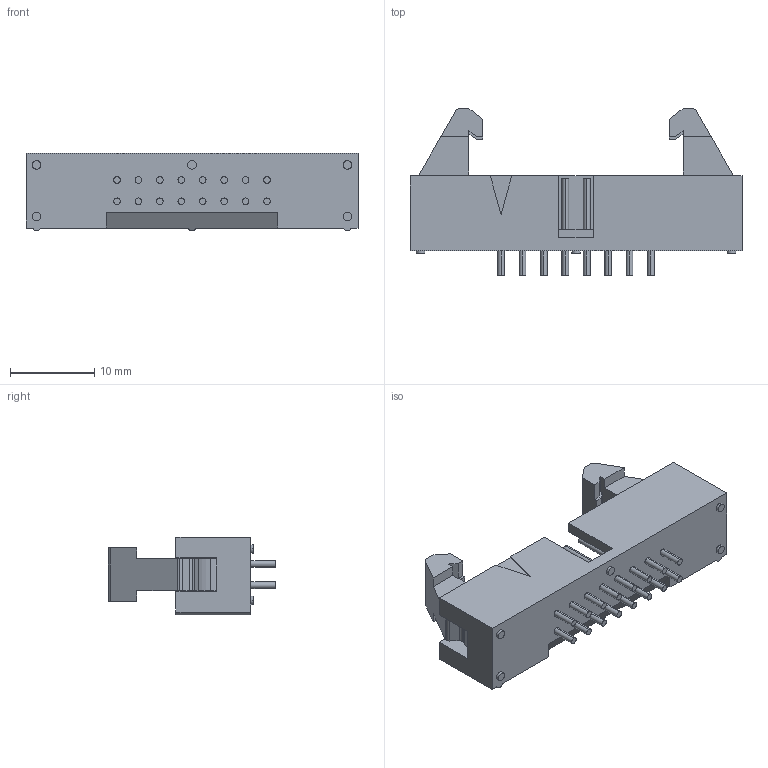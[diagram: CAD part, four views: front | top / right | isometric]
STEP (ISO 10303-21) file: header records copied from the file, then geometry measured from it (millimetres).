
FILE_DESCRIPTION(('STEP AP242'),'1');
FILE_NAME('1761685-6.stp','2023-07-18T09:27:05',('TraceParts'),('TraceParts S.A.'),'Spatial InterOp 3D',' ',' ');
FILE_SCHEMA(('AP242_MANAGED_MODEL_BASED_3D_ENGINEERING_MIM_LF {1 0 10303 442 1 1 4}'));
Length unit declared in the file: millimetre
Products named in the file (1): 1761685-6
Bounding box: 39.37 x 19.81 x 9.22 mm (x, y, z)
Volume: 2333.2 mm3; surface area: 3162.7 mm2
Topology: 1 solids, 1 shells, 235 faces, 576 edges, 384 vertices
Faces by surface type: plane 130, cylinder 105
Entity records: 7012 total; most frequent: DIRECTION 1256, CARTESIAN_POINT 1208, ORIENTED_EDGE 1152, EDGE_CURVE 576, AXIS2_PLACEMENT_3D 445, VERTEX_POINT 384, LINE 366, VECTOR 366
